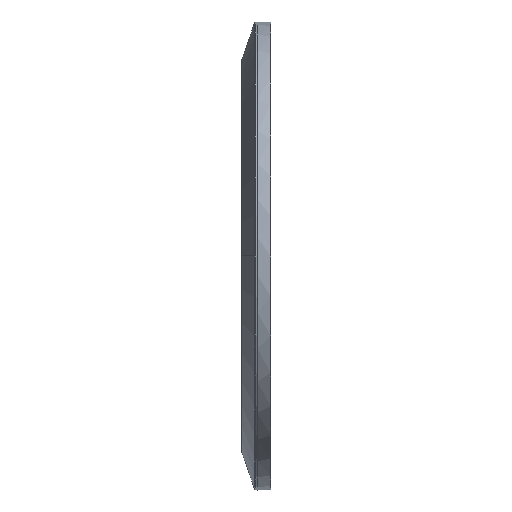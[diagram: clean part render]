
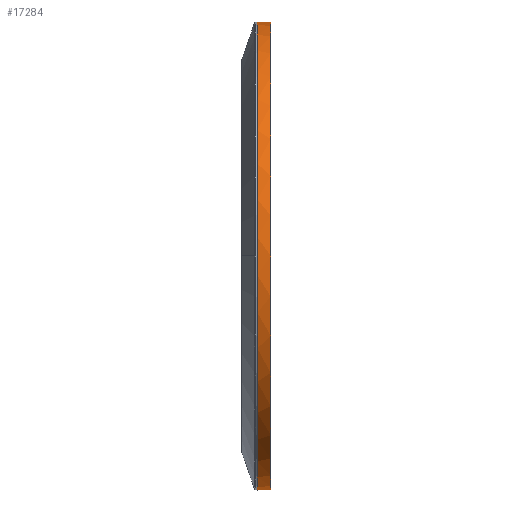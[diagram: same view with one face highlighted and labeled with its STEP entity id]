
A CAD part, left-side view. The second image highlights one B-rep face of the part: STEP entity #17284.
In plain terms, the highlighted cylindrical face has radius 82.55 mm (diameter 165.1 mm), a partial arc.
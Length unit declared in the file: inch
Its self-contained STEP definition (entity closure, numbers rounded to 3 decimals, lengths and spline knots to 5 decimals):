
#77 = CARTESIAN_POINT ( 'NONE',  ( 2.52724, 3.57414, 1.48043 ) ) ;
#152 = VERTEX_POINT ( 'NONE', #2529 ) ;
#320 = ORIENTED_EDGE ( 'NONE', *, *, #24141, .F. ) ;
#908 = CIRCLE ( 'NONE', #13802, 3.25 ) ;
#1464 = CARTESIAN_POINT ( 'NONE',  ( -0.21138, 3.63664, 2.98043 ) ) ;
#1696 = CARTESIAN_POINT ( 'NONE',  ( 2.52724, 3.63664, 4.73043 ) ) ;
#1718 = ORIENTED_EDGE ( 'NONE', *, *, #1947, .F. ) ;
#1947 = EDGE_CURVE ( 'NONE', #152, #11709, #18466, .T. ) ;
#2529 = CARTESIAN_POINT ( 'NONE',  ( 2.52724, 3.63664, 1.48043 ) ) ;
#3369 = DIRECTION ( 'NONE',  ( 0., -1., 0. ) ) ;
#3479 = VERTEX_POINT ( 'NONE', #21055 ) ;
#4054 = LINE ( 'NONE', #77, #20248 ) ;
#4145 = ORIENTED_EDGE ( 'NONE', *, *, #25485, .F. ) ;
#5621 = CARTESIAN_POINT ( 'NONE',  ( 2.52724, 3.44914, 1.48043 ) ) ;
#7304 = CARTESIAN_POINT ( 'NONE',  ( 2.52724, 3.57414, 7.98043 ) ) ;
#7495 = DIRECTION ( 'NONE',  ( 0., -1., 0. ) ) ;
#7777 = AXIS2_PLACEMENT_3D ( 'NONE', #1696, #14030, #26427 ) ;
#7973 = VERTEX_POINT ( 'NONE', #18531 ) ;
#8426 = AXIS2_PLACEMENT_3D ( 'NONE', #9010, #16699, #13790 ) ;
#9010 = CARTESIAN_POINT ( 'NONE',  ( 2.52724, 3.63664, 4.73043 ) ) ;
#9400 = EDGE_CURVE ( 'NONE', #25391, #3479, #21100, .T. ) ;
#9814 = ORIENTED_EDGE ( 'NONE', *, *, #20211, .F. ) ;
#10902 = CARTESIAN_POINT ( 'NONE',  ( -0.21138, 3.63664, 6.48043 ) ) ;
#11367 = EDGE_CURVE ( 'NONE', #152, #25391, #4054, .T. ) ;
#11709 = VERTEX_POINT ( 'NONE', #1464 ) ;
#13790 = DIRECTION ( 'NONE',  ( 0., 0., 1. ) ) ;
#13802 = AXIS2_PLACEMENT_3D ( 'NONE', #31771, #16475, #16250 ) ;
#14030 = DIRECTION ( 'NONE',  ( 0., 1., 0. ) ) ;
#16250 = DIRECTION ( 'NONE',  ( 0., 0., 1. ) ) ;
#16293 = DIRECTION ( 'NONE',  ( 0., 0., -1. ) ) ;
#16475 = DIRECTION ( 'NONE',  ( 0., 1., 0. ) ) ;
#16699 = DIRECTION ( 'NONE',  ( 0., 1., 0. ) ) ;
#17284 = ADVANCED_FACE ( 'NONE', ( #25621 ), #29586, .T. ) ;
#17858 = VECTOR ( 'NONE', #25010, 39.37008 ) ;
#18191 = EDGE_LOOP ( 'NONE', ( #9814, #320, #4145, #1718, #27370, #30843 ) ) ;
#18466 = CIRCLE ( 'NONE', #8426, 3.25 ) ;
#18511 = CARTESIAN_POINT ( 'NONE',  ( 2.52724, 3.57414, 4.73043 ) ) ;
#18531 = CARTESIAN_POINT ( 'NONE',  ( 2.52724, 3.63664, 7.98043 ) ) ;
#20211 = EDGE_CURVE ( 'NONE', #7973, #3479, #23769, .T. ) ;
#20248 = VECTOR ( 'NONE', #7495, 39.37008 ) ;
#21055 = CARTESIAN_POINT ( 'NONE',  ( 2.52724, 3.44914, 7.98043 ) ) ;
#21077 = CARTESIAN_POINT ( 'NONE',  ( 2.52724, 3.44914, 4.73043 ) ) ;
#21100 = CIRCLE ( 'NONE', #30181, 3.25 ) ;
#21207 = AXIS2_PLACEMENT_3D ( 'NONE', #18511, #3369, #16293 ) ;
#23769 = LINE ( 'NONE', #7304, #17858 ) ;
#24141 = EDGE_CURVE ( 'NONE', #29494, #7973, #908, .T. ) ;
#24391 = CIRCLE ( 'NONE', #7777, 3.25 ) ;
#25010 = DIRECTION ( 'NONE',  ( 0., -1., 0. ) ) ;
#25391 = VERTEX_POINT ( 'NONE', #5621 ) ;
#25485 = EDGE_CURVE ( 'NONE', #11709, #29494, #24391, .T. ) ;
#25621 = FACE_OUTER_BOUND ( 'NONE', #18191, .T. ) ;
#26277 = DIRECTION ( 'NONE',  ( 0., 1., 0. ) ) ;
#26427 = DIRECTION ( 'NONE',  ( 0., 0., 1. ) ) ;
#27370 = ORIENTED_EDGE ( 'NONE', *, *, #11367, .T. ) ;
#29494 = VERTEX_POINT ( 'NONE', #10902 ) ;
#29586 = CYLINDRICAL_SURFACE ( 'NONE', #21207, 3.25 ) ;
#30181 = AXIS2_PLACEMENT_3D ( 'NONE', #21077, #26277, #30943 ) ;
#30843 = ORIENTED_EDGE ( 'NONE', *, *, #9400, .T. ) ;
#30943 = DIRECTION ( 'NONE',  ( 0., 0., 1. ) ) ;
#31771 = CARTESIAN_POINT ( 'NONE',  ( 2.52724, 3.63664, 4.73043 ) ) ;
